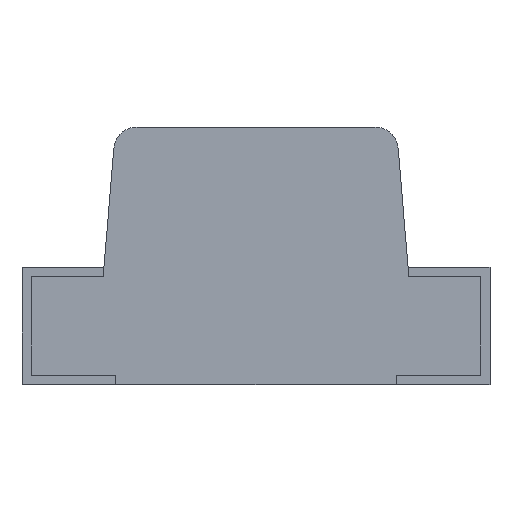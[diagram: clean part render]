
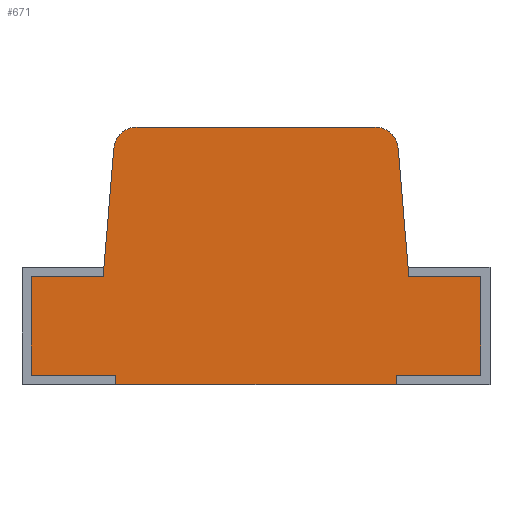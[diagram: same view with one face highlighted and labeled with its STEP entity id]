
A CAD part, top view. The second image highlights one B-rep face of the part: STEP entity #671.
In plain terms, the highlighted planar face has unit normal (0, 0, 1).
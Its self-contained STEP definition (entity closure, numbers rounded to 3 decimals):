
#18 = CARTESIAN_POINT ( 'NONE',  ( -0.65, 0.46, 0.625 ) ) ;
#25 = ORIENTED_EDGE ( 'NONE', *, *, #1405, .F. ) ;
#32 = CARTESIAN_POINT ( 'NONE',  ( -0.65, 0.5, 0.625 ) ) ;
#62 = LINE ( 'NONE', #925, #685 ) ;
#84 = VECTOR ( 'NONE', #397, 1000. ) ;
#99 = LINE ( 'NONE', #645, #1220 ) ;
#105 = EDGE_CURVE ( 'NONE', #1172, #560, #1015, .T. ) ;
#120 = CARTESIAN_POINT ( 'NONE',  ( -0.508, 1., 0.625 ) ) ;
#121 = CARTESIAN_POINT ( 'NONE',  ( -0.608, 1.008, 0.625 ) ) ;
#142 = VERTEX_POINT ( 'NONE', #121 ) ;
#160 = EDGE_CURVE ( 'NONE', #644, #379, #179, .T. ) ;
#166 = EDGE_CURVE ( 'NONE', #431, #142, #624, .T. ) ;
#179 = LINE ( 'NONE', #600, #247 ) ;
#200 = EDGE_CURVE ( 'NONE', #544, #933, #384, .T. ) ;
#219 = CARTESIAN_POINT ( 'NONE',  ( 1., 0., 0.625 ) ) ;
#229 = EDGE_CURVE ( 'NONE', #1139, #736, #481, .T. ) ;
#241 = FACE_OUTER_BOUND ( 'NONE', #1350, .T. ) ;
#245 = CARTESIAN_POINT ( 'NONE',  ( -0.6, 0., 0.625 ) ) ;
#246 = CARTESIAN_POINT ( 'NONE',  ( 0.6, 0., 0.625 ) ) ;
#247 = VECTOR ( 'NONE', #273, 1000. ) ;
#251 = EDGE_CURVE ( 'NONE', #462, #1314, #62, .T. ) ;
#258 = DIRECTION ( 'NONE',  ( 0., 1., 0. ) ) ;
#269 = DIRECTION ( 'NONE',  ( -1., 0., 0. ) ) ;
#270 = DIRECTION ( 'NONE',  ( -0.083, -0.997, 0. ) ) ;
#272 = EDGE_CURVE ( 'NONE', #1198, #1385, #1360, .T. ) ;
#273 = DIRECTION ( 'NONE',  ( 1., 0., 0. ) ) ;
#279 = LINE ( 'NONE', #1029, #592 ) ;
#293 = LINE ( 'NONE', #1412, #1283 ) ;
#299 = VECTOR ( 'NONE', #458, 1000. ) ;
#307 = LINE ( 'NONE', #219, #1285 ) ;
#329 = CARTESIAN_POINT ( 'NONE',  ( 0.508, 1.1, 0.625 ) ) ;
#330 = ORIENTED_EDGE ( 'NONE', *, *, #1183, .T. ) ;
#341 = EDGE_CURVE ( 'NONE', #1172, #644, #293, .T. ) ;
#369 = CARTESIAN_POINT ( 'NONE',  ( -0.508, 1., 0.625 ) ) ;
#379 = VERTEX_POINT ( 'NONE', #539 ) ;
#384 = LINE ( 'NONE', #1393, #84 ) ;
#389 = CARTESIAN_POINT ( 'NONE',  ( 0.6, 0.04, 0.625 ) ) ;
#397 = DIRECTION ( 'NONE',  ( 0., 1., 0. ) ) ;
#398 = VECTOR ( 'NONE', #942, 1000. ) ;
#415 = CARTESIAN_POINT ( 'NONE',  ( -0.65, 0.5, 0.625 ) ) ;
#418 = CARTESIAN_POINT ( 'NONE',  ( -0.65, 0.46, 0.625 ) ) ;
#431 = VERTEX_POINT ( 'NONE', #546 ) ;
#453 = ORIENTED_EDGE ( 'NONE', *, *, #160, .F. ) ;
#458 = DIRECTION ( 'NONE',  ( 1., 0., 0. ) ) ;
#462 = VERTEX_POINT ( 'NONE', #418 ) ;
#481 = LINE ( 'NONE', #389, #1284 ) ;
#495 = CARTESIAN_POINT ( 'NONE',  ( 0.96, 0.04, 0.625 ) ) ;
#496 = DIRECTION ( 'NONE',  ( 0., -1., 0. ) ) ;
#500 = CARTESIAN_POINT ( 'NONE',  ( 0.96, 0.46, 0.625 ) ) ;
#513 = VERTEX_POINT ( 'NONE', #1076 ) ;
#526 = VECTOR ( 'NONE', #937, 1000. ) ;
#531 = DIRECTION ( 'NONE',  ( 1., 0., 0. ) ) ;
#538 = ORIENTED_EDGE ( 'NONE', *, *, #200, .F. ) ;
#539 = CARTESIAN_POINT ( 'NONE',  ( 0.96, 0.46, 0.625 ) ) ;
#544 = VERTEX_POINT ( 'NONE', #1207 ) ;
#546 = CARTESIAN_POINT ( 'NONE',  ( -0.508, 1.1, 0.625 ) ) ;
#557 = EDGE_CURVE ( 'NONE', #1198, #736, #307, .T. ) ;
#558 = ORIENTED_EDGE ( 'NONE', *, *, #341, .F. ) ;
#560 = VERTEX_POINT ( 'NONE', #1307 ) ;
#573 = ORIENTED_EDGE ( 'NONE', *, *, #272, .F. ) ;
#590 = DIRECTION ( 'NONE',  ( 0., 1., 0. ) ) ;
#592 = VECTOR ( 'NONE', #269, 1000. ) ;
#600 = CARTESIAN_POINT ( 'NONE',  ( 0.65, 0.46, 0.625 ) ) ;
#624 = CIRCLE ( 'NONE', #1362, 0.1 ) ;
#627 = VERTEX_POINT ( 'NONE', #329 ) ;
#644 = VERTEX_POINT ( 'NONE', #894 ) ;
#645 = CARTESIAN_POINT ( 'NONE',  ( -0.96, 0.04, 0.625 ) ) ;
#660 = ORIENTED_EDGE ( 'NONE', *, *, #229, .F. ) ;
#661 = DIRECTION ( 'NONE',  ( -0.083, 0.997, 0. ) ) ;
#666 = ORIENTED_EDGE ( 'NONE', *, *, #557, .T. ) ;
#669 = LINE ( 'NONE', #18, #299 ) ;
#671 = ADVANCED_FACE ( 'NONE', ( #241 ), #1347, .F. ) ;
#682 = DIRECTION ( 'NONE',  ( 0., 0., -1. ) ) ;
#685 = VECTOR ( 'NONE', #258, 1000. ) ;
#697 = CARTESIAN_POINT ( 'NONE',  ( -0.6, 0.04, 0.625 ) ) ;
#708 = CARTESIAN_POINT ( 'NONE',  ( 0.65, 0.5, 0.625 ) ) ;
#736 = VERTEX_POINT ( 'NONE', #246 ) ;
#747 = ORIENTED_EDGE ( 'NONE', *, *, #1349, .T. ) ;
#769 = EDGE_CURVE ( 'NONE', #933, #462, #669, .T. ) ;
#777 = AXIS2_PLACEMENT_3D ( 'NONE', #1169, #1174, #1264 ) ;
#806 = DIRECTION ( 'NONE',  ( -1., 0., 0. ) ) ;
#813 = CARTESIAN_POINT ( 'NONE',  ( 0.6, 0.04, 0.625 ) ) ;
#822 = EDGE_CURVE ( 'NONE', #513, #1139, #1050, .T. ) ;
#891 = ORIENTED_EDGE ( 'NONE', *, *, #1276, .T. ) ;
#894 = CARTESIAN_POINT ( 'NONE',  ( 0.65, 0.46, 0.625 ) ) ;
#921 = CARTESIAN_POINT ( 'NONE',  ( -0.6, 0.04, 0.625 ) ) ;
#925 = CARTESIAN_POINT ( 'NONE',  ( -0.65, 0.5, 0.625 ) ) ;
#933 = VERTEX_POINT ( 'NONE', #1241 ) ;
#937 = DIRECTION ( 'NONE',  ( -1., 0., 0. ) ) ;
#942 = DIRECTION ( 'NONE',  ( 0., -1., 0. ) ) ;
#963 = VECTOR ( 'NONE', #270, 1000. ) ;
#1015 = LINE ( 'NONE', #1024, #1193 ) ;
#1024 = CARTESIAN_POINT ( 'NONE',  ( 0.65, 0.5, 0.625 ) ) ;
#1028 = ORIENTED_EDGE ( 'NONE', *, *, #1035, .F. ) ;
#1029 = CARTESIAN_POINT ( 'NONE',  ( -0.508, 1.1, 0.625 ) ) ;
#1035 = EDGE_CURVE ( 'NONE', #1385, #544, #99, .T. ) ;
#1040 = LINE ( 'NONE', #500, #398 ) ;
#1050 = LINE ( 'NONE', #495, #526 ) ;
#1076 = CARTESIAN_POINT ( 'NONE',  ( 0.96, 0.04, 0.625 ) ) ;
#1092 = DIRECTION ( 'NONE',  ( -1., 0., 0. ) ) ;
#1130 = ORIENTED_EDGE ( 'NONE', *, *, #166, .T. ) ;
#1139 = VERTEX_POINT ( 'NONE', #813 ) ;
#1155 = AXIS2_PLACEMENT_3D ( 'NONE', #120, #682, #1337 ) ;
#1162 = ORIENTED_EDGE ( 'NONE', *, *, #822, .F. ) ;
#1169 = CARTESIAN_POINT ( 'NONE',  ( 0.508, 1., 0.625 ) ) ;
#1172 = VERTEX_POINT ( 'NONE', #708 ) ;
#1174 = DIRECTION ( 'NONE',  ( 0., 0., 1. ) ) ;
#1178 = DIRECTION ( 'NONE',  ( 0., -1., 0. ) ) ;
#1183 = EDGE_CURVE ( 'NONE', #142, #1314, #1251, .T. ) ;
#1193 = VECTOR ( 'NONE', #661, 1000. ) ;
#1198 = VERTEX_POINT ( 'NONE', #245 ) ;
#1204 = ORIENTED_EDGE ( 'NONE', *, *, #105, .T. ) ;
#1207 = CARTESIAN_POINT ( 'NONE',  ( -0.96, 0.04, 0.625 ) ) ;
#1216 = CIRCLE ( 'NONE', #777, 0.1 ) ;
#1220 = VECTOR ( 'NONE', #1092, 1000. ) ;
#1234 = ORIENTED_EDGE ( 'NONE', *, *, #769, .F. ) ;
#1241 = CARTESIAN_POINT ( 'NONE',  ( -0.96, 0.46, 0.625 ) ) ;
#1251 = LINE ( 'NONE', #32, #963 ) ;
#1264 = DIRECTION ( 'NONE',  ( 1., 0., 0. ) ) ;
#1276 = EDGE_CURVE ( 'NONE', #560, #627, #1216, .T. ) ;
#1283 = VECTOR ( 'NONE', #1178, 1000. ) ;
#1284 = VECTOR ( 'NONE', #496, 1000. ) ;
#1285 = VECTOR ( 'NONE', #531, 1000. ) ;
#1304 = ORIENTED_EDGE ( 'NONE', *, *, #251, .F. ) ;
#1307 = CARTESIAN_POINT ( 'NONE',  ( 0.608, 1.008, 0.625 ) ) ;
#1314 = VERTEX_POINT ( 'NONE', #415 ) ;
#1337 = DIRECTION ( 'NONE',  ( -1., 0., 0. ) ) ;
#1347 = PLANE ( 'NONE',  #1155 ) ;
#1349 = EDGE_CURVE ( 'NONE', #627, #431, #279, .T. ) ;
#1350 = EDGE_LOOP ( 'NONE', ( #1028, #573, #666, #660, #1162, #25, #453, #558, #1204, #891, #747, #1130, #330, #1304, #1234, #538 ) ) ;
#1360 = LINE ( 'NONE', #697, #1387 ) ;
#1362 = AXIS2_PLACEMENT_3D ( 'NONE', #369, #1376, #806 ) ;
#1376 = DIRECTION ( 'NONE',  ( 0., 0., 1. ) ) ;
#1385 = VERTEX_POINT ( 'NONE', #921 ) ;
#1387 = VECTOR ( 'NONE', #590, 1000. ) ;
#1393 = CARTESIAN_POINT ( 'NONE',  ( -0.96, 0.46, 0.625 ) ) ;
#1405 = EDGE_CURVE ( 'NONE', #379, #513, #1040, .T. ) ;
#1412 = CARTESIAN_POINT ( 'NONE',  ( 0.65, 0.5, 0.625 ) ) ;
